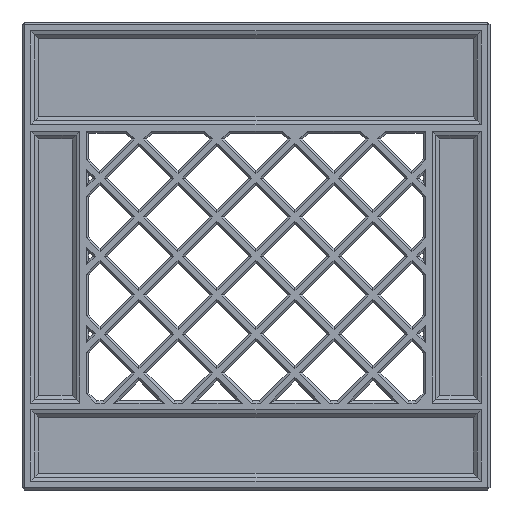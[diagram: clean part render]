
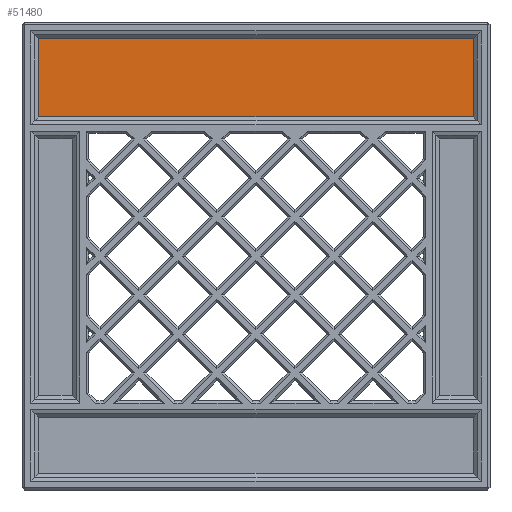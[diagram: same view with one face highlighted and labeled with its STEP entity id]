
A CAD part, front view. The second image highlights one B-rep face of the part: STEP entity #51480.
In plain terms, the highlighted planar face has unit normal (0, -1, 0).
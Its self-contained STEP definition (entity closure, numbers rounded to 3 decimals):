
#3510=FACE_OUTER_BOUND('',#6974,.T.);
#6974=EDGE_LOOP('',(#45519,#45520,#45521,#45522));
#11605=LINE('',#76672,#18513);
#11608=LINE('',#76677,#18516);
#13880=LINE('',#81280,#20788);
#13882=LINE('',#81283,#20790);
#18513=VECTOR('',#62608,10.);
#18516=VECTOR('',#62613,10.);
#20788=VECTOR('',#67405,10.);
#20790=VECTOR('',#67409,10.);
#23677=VERTEX_POINT('',#76669);
#23678=VERTEX_POINT('',#76671);
#23679=VERTEX_POINT('',#76675);
#24750=VERTEX_POINT('',#81279);
#29391=EDGE_CURVE('',#23677,#23678,#11605,.T.);
#29394=EDGE_CURVE('',#23679,#23677,#11608,.T.);
#31672=EDGE_CURVE('',#23678,#24750,#13880,.T.);
#31674=EDGE_CURVE('',#24750,#23679,#13882,.T.);
#45519=ORIENTED_EDGE('',*,*,#29394,.F.);
#45520=ORIENTED_EDGE('',*,*,#31674,.F.);
#45521=ORIENTED_EDGE('',*,*,#31672,.F.);
#45522=ORIENTED_EDGE('',*,*,#29391,.F.);
#48495=PLANE('',#54496);
#51480=ADVANCED_FACE('',(#3510),#48495,.F.);
#54496=AXIS2_PLACEMENT_3D('',#81284,#67410,#67411);
#62608=DIRECTION('',(0.,0.,1.));
#62613=DIRECTION('',(-1.,0.,0.));
#67405=DIRECTION('',(1.,0.,0.));
#67409=DIRECTION('',(0.,0.,-1.));
#67410=DIRECTION('center_axis',(0.,1.,0.));
#67411=DIRECTION('ref_axis',(-1.,0.,0.));
#76669=CARTESIAN_POINT('',(-97.5,-102.5,167.5));
#76671=CARTESIAN_POINT('',(-97.5,-102.5,202.5));
#76672=CARTESIAN_POINT('',(-97.5,-102.5,165.));
#76675=CARTESIAN_POINT('',(97.5,-102.5,167.5));
#76677=CARTESIAN_POINT('',(100.,-102.5,167.5));
#81279=CARTESIAN_POINT('',(97.5,-102.5,202.5));
#81280=CARTESIAN_POINT('',(-100.,-102.5,202.5));
#81283=CARTESIAN_POINT('',(97.5,-102.5,205.));
#81284=CARTESIAN_POINT('Origin',(0.,-102.5,185.));
